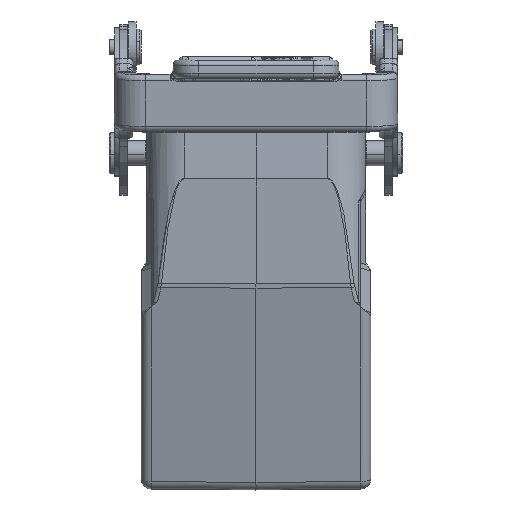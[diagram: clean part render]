
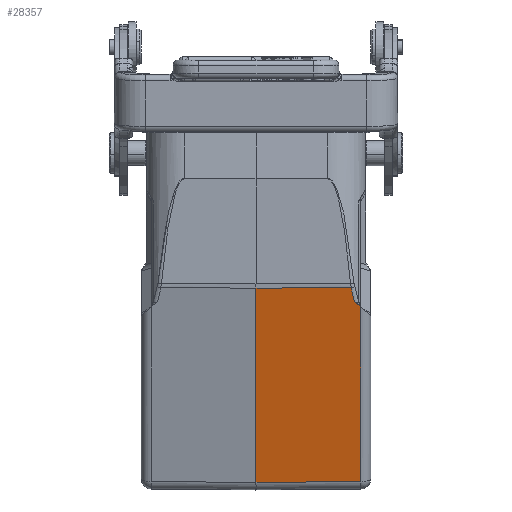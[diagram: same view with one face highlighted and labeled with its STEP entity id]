
A CAD part, left-side view. The second image highlights one B-rep face of the part: STEP entity #28357.
In plain terms, the highlighted planar face has unit normal (-0.966, -0.009, -0.259).
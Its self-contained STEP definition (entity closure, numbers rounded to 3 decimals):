
#80=CARTESIAN_POINT('',(-33.383,-20.517,-36.083));
#96=DIRECTION('',(-0.259,0.,0.966));
#97=VECTOR('',#96,35.464);
#98=CARTESIAN_POINT('',(-24.205,-20.517,-70.339));
#99=LINE('',#98,#97);
#128=DIRECTION('',(-0.259,0.,0.966));
#129=VECTOR('',#128,39.439);
#130=CARTESIAN_POINT('',(-24.342,0.,
-70.518));
#131=LINE('',#130,#129);
#132=CARTESIAN_POINT('',(-34.389,-18.655,
-32.394));
#133=CARTESIAN_POINT('',(-34.15,-18.889,
-33.278));
#134=CARTESIAN_POINT('',(-33.909,-19.089,
-34.171));
#135=CARTESIAN_POINT('',(-33.666,-19.266,
-35.069));
#137=DIRECTION('',(0.173,-0.765,-0.62));
#138=VECTOR('',#137,1.636);
#139=CARTESIAN_POINT('',(-33.666,-19.266,
-35.069));
#140=LINE('',#139,#138);
#141=DIRECTION('',(-0.007,1.,-0.009));
#142=VECTOR('',#141,20.519);
#143=CARTESIAN_POINT('',(-24.205,-20.517,
-70.339));
#144=LINE('',#143,#142);
#14967=DIRECTION('',(-0.009,1.,-0.002));
#14968=VECTOR('',#14967,18.656);
#14969=CARTESIAN_POINT('',(-34.389,-18.655,
-32.394));
#14970=LINE('',#14969,#14968);
#23184=VERTEX_POINT('',#80);
#23185=CARTESIAN_POINT('',(-24.205,-20.517,
-70.339));
#23186=VERTEX_POINT('',#23185);
#23187=CARTESIAN_POINT('',(-33.666,-19.266,
-35.069));
#23188=VERTEX_POINT('',#23187);
#23194=CARTESIAN_POINT('',(-34.389,-18.655,
-32.394));
#23195=CARTESIAN_POINT('',(-34.55,0.,
-32.423));
#23196=VERTEX_POINT('',#23194);
#23197=VERTEX_POINT('',#23195);
#23198=CARTESIAN_POINT('',(-24.342,0.,
-70.518));
#23199=VERTEX_POINT('',#23198);
#28340=CARTESIAN_POINT('',(-23.945,0.,-72.));
#28341=DIRECTION('',(-0.966,-0.009,-0.259));
#28342=DIRECTION('',(-0.259,0.,0.966));
#28343=AXIS2_PLACEMENT_3D('',#28340,#28341,#28342);
#28344=PLANE('',#28343);
#28346=ORIENTED_EDGE('',*,*,#28345,.T.);
#28348=ORIENTED_EDGE('',*,*,#28347,.F.);
#28350=ORIENTED_EDGE('',*,*,#28349,.T.);
#28351=ORIENTED_EDGE('',*,*,#28323,.T.);
#28352=ORIENTED_EDGE('',*,*,#28313,.F.);
#28354=ORIENTED_EDGE('',*,*,#28353,.T.);
#28355=EDGE_LOOP('',(#28346,#28348,#28350,#28351,#28352,#28354));
#28356=FACE_OUTER_BOUND('',#28355,.F.);
#28357=ADVANCED_FACE('',(#28356),#28344,.T.);
#136=B_SPLINE_CURVE_WITH_KNOTS('',3,(#132,#133,#134,#135),.UNSPECIFIED.,.F.,.F.,
(4,4),(0.,1.),.UNSPECIFIED.);
#28313=EDGE_CURVE('',#23186,#23184,#99,.T.);
#28323=EDGE_CURVE('',#23188,#23184,#140,.T.);
#28345=EDGE_CURVE('',#23199,#23197,#131,.T.);
#28347=EDGE_CURVE('',#23196,#23197,#14970,.T.);
#28349=EDGE_CURVE('',#23196,#23188,#136,.T.);
#28353=EDGE_CURVE('',#23186,#23199,#144,.T.);
